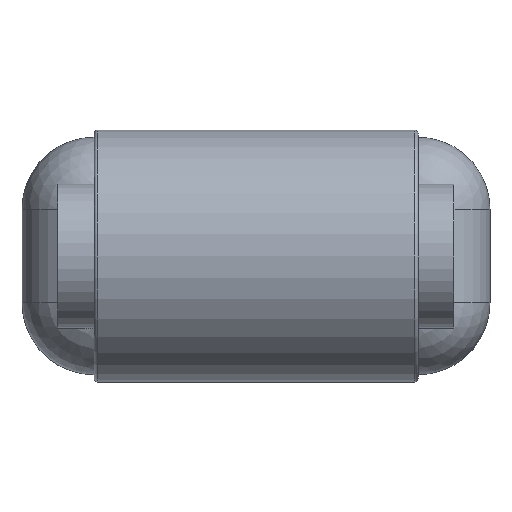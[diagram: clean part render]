
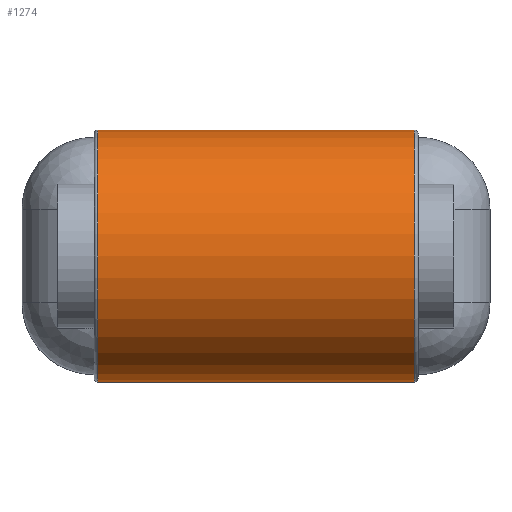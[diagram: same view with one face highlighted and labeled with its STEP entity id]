
A CAD part, front view. The second image highlights one B-rep face of the part: STEP entity #1274.
In plain terms, the highlighted cylindrical face has radius 17.5 mm (diameter 35 mm), a partial arc.
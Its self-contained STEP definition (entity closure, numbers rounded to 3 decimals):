
#6 = AXIS2_PLACEMENT_3D ( 'NONE', #641, #1365, #945 ) ;
#20 = CARTESIAN_POINT ( 'NONE',  ( 44.5, 17.5, 17.5 ) ) ;
#29 = ORIENTED_EDGE ( 'NONE', *, *, #1216, .T. ) ;
#39 = CIRCLE ( 'NONE', #6, 17.5 ) ;
#63 = ORIENTED_EDGE ( 'NONE', *, *, #1313, .T. ) ;
#75 = EDGE_LOOP ( 'NONE', ( #372, #63, #717, #29 ) ) ;
#82 = LINE ( 'NONE', #1198, #894 ) ;
#85 = DIRECTION ( 'NONE',  ( -1., 0., 0. ) ) ;
#115 = CARTESIAN_POINT ( 'NONE',  ( 44.5, 17.5, -17.5 ) ) ;
#168 = CARTESIAN_POINT ( 'NONE',  ( 0.5, 17.5, -17.5 ) ) ;
#180 = VERTEX_POINT ( 'NONE', #168 ) ;
#185 = DIRECTION ( 'NONE',  ( 0., 0., 1. ) ) ;
#213 = CARTESIAN_POINT ( 'NONE',  ( 45., 17.5, -17.5 ) ) ;
#278 = DIRECTION ( 'NONE',  ( -1., 0., 0. ) ) ;
#345 = LINE ( 'NONE', #213, #1145 ) ;
#372 = ORIENTED_EDGE ( 'NONE', *, *, #478, .F. ) ;
#473 = CYLINDRICAL_SURFACE ( 'NONE', #796, 17.5 ) ;
#478 = EDGE_CURVE ( 'NONE', #499, #180, #345, .T. ) ;
#499 = VERTEX_POINT ( 'NONE', #115 ) ;
#515 = AXIS2_PLACEMENT_3D ( 'NONE', #920, #1350, #605 ) ;
#538 = CIRCLE ( 'NONE', #515, 17.5 ) ;
#567 = VERTEX_POINT ( 'NONE', #20 ) ;
#605 = DIRECTION ( 'NONE',  ( 0., 0., -1. ) ) ;
#611 = CARTESIAN_POINT ( 'NONE',  ( 45., 17.5, 0. ) ) ;
#641 = CARTESIAN_POINT ( 'NONE',  ( 44.5, 17.5, 0. ) ) ;
#717 = ORIENTED_EDGE ( 'NONE', *, *, #1015, .T. ) ;
#796 = AXIS2_PLACEMENT_3D ( 'NONE', #611, #278, #185 ) ;
#894 = VECTOR ( 'NONE', #1085, 1000. ) ;
#920 = CARTESIAN_POINT ( 'NONE',  ( 0.5, 17.5, 0. ) ) ;
#945 = DIRECTION ( 'NONE',  ( 0., 0., -1. ) ) ;
#1015 = EDGE_CURVE ( 'NONE', #567, #1208, #82, .T. ) ;
#1029 = FACE_OUTER_BOUND ( 'NONE', #75, .T. ) ;
#1085 = DIRECTION ( 'NONE',  ( -1., 0., 0. ) ) ;
#1145 = VECTOR ( 'NONE', #85, 1000. ) ;
#1198 = CARTESIAN_POINT ( 'NONE',  ( 45., 17.5, 17.5 ) ) ;
#1208 = VERTEX_POINT ( 'NONE', #1341 ) ;
#1216 = EDGE_CURVE ( 'NONE', #1208, #180, #538, .T. ) ;
#1274 = ADVANCED_FACE ( 'NONE', ( #1029 ), #473, .T. ) ;
#1313 = EDGE_CURVE ( 'NONE', #499, #567, #39, .T. ) ;
#1341 = CARTESIAN_POINT ( 'NONE',  ( 0.5, 17.5, 17.5 ) ) ;
#1350 = DIRECTION ( 'NONE',  ( 1., 0., 0. ) ) ;
#1365 = DIRECTION ( 'NONE',  ( -1., 0., 0. ) ) ;
